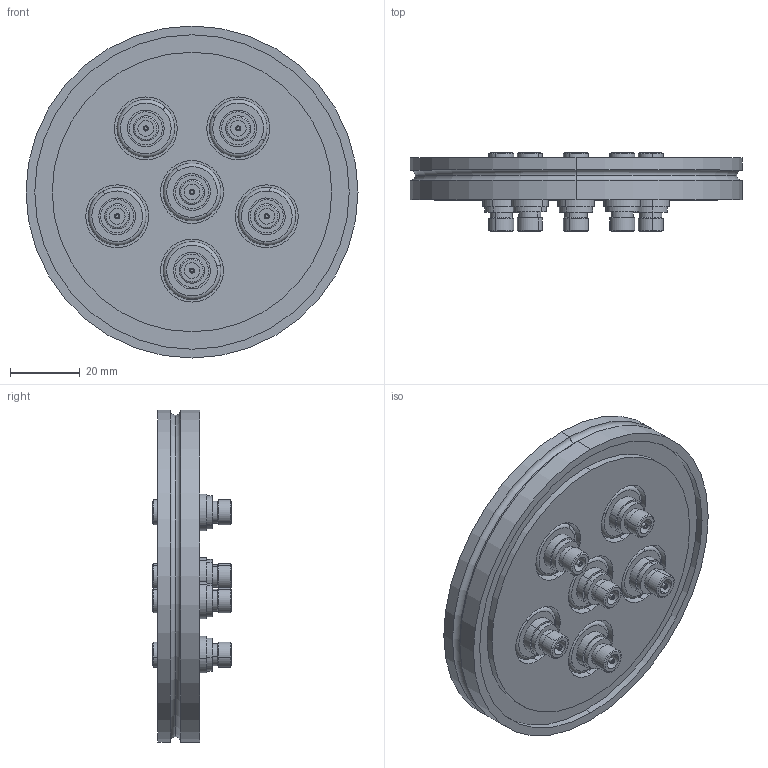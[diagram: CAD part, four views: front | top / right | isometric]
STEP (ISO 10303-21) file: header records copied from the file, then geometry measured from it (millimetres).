
FILE_DESCRIPTION (( 'STEP AP214' ), '1' );
FILE_NAME ('242-SMAD50-ISO63-6.STEP', '2017-01-12T14:10:06', ( '' ), ( '' ), 'SwSTEP 2.0', 'SolidWorks 2014', '' );
FILE_SCHEMA (( 'AUTOMOTIVE_DESIGN' ));
Length unit declared in the file: millimetre
Products named in the file (3): 242-SMAD50; 9441-ISO63-16.5-6_DN063 ISO-K; 242-SMAD50-ISO63-6
Assembly tree (7 placements, depth 2):
  242-SMAD50-ISO63-6
    9441-ISO63-16.5-6_DN063 ISO-K
    242-SMAD50  x6
Bounding box: 95 x 22.5 x 95 mm (x, y, z)
Volume: 62029.1 mm3; surface area: 30587.1 mm2
Topology: 7 solids, 7 shells, 355 faces, 708 edges, 442 vertices
Faces by surface type: cylinder 202, plane 89, cone 48, torus 16
Entity records: 2884 total; most frequent: DIRECTION 566, CARTESIAN_POINT 450, ORIENTED_EDGE 416, AXIS2_PLACEMENT_3D 248, EDGE_CURVE 208, CIRCLE 138, EDGE_LOOP 132, VERTEX_POINT 132
